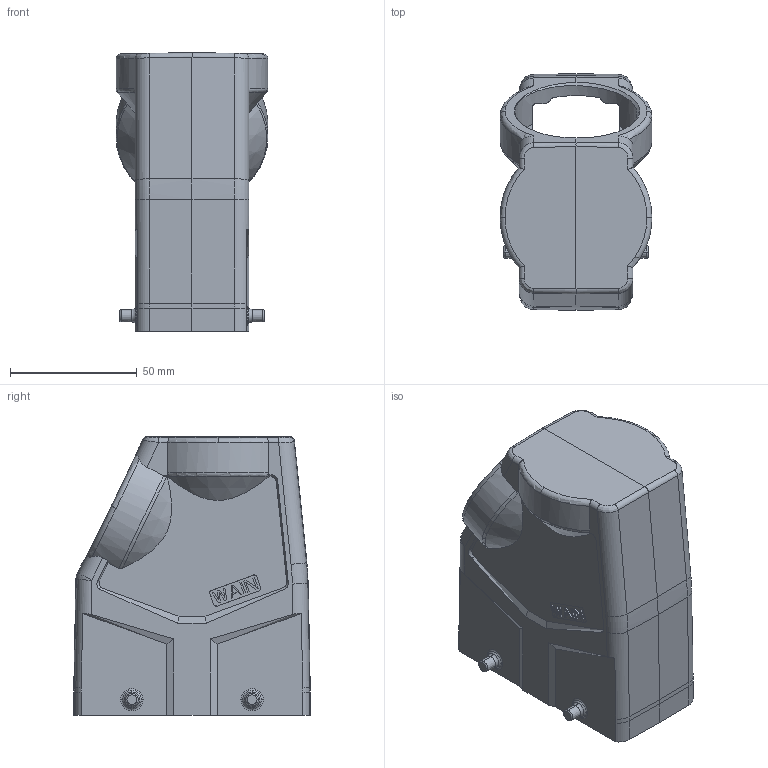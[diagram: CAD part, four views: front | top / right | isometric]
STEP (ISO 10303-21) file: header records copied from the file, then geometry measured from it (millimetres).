
FILE_DESCRIPTION((''),'2;1');
FILE_NAME('PRT0007','2021-03-02T',('dn.ye'),(''),'PRO/ENGINEER BY PARAMETRIC TECHNOLOGY CORPORATION, 2012480','PRO/ENGINEER BY PARAMETRIC TECHNOLOGY CORPORATION, 2012480','');
FILE_SCHEMA(('CONFIG_CONTROL_DESIGN'));
Length unit declared in the file: millimetre
Products named in the file (1): PRT0007
Bounding box: 60 x 93.5 x 110.2 mm (x, y, z)
Volume: 136704.7 mm3; surface area: 56376 mm2
Topology: 1 solids, 1 shells, 400 faces, 1045 edges, 661 vertices
Faces by surface type: plane 196, cylinder 78, cone 48, torus 46, bspline 22, sphere 10
Entity records: 13586 total; most frequent: CARTESIAN_POINT 3987, ORIENTED_EDGE 2070, DIRECTION 1878, EDGE_CURVE 1035, VERTEX_POINT 661, AXIS2_PLACEMENT_3D 642, VECTOR 594, LINE 594
